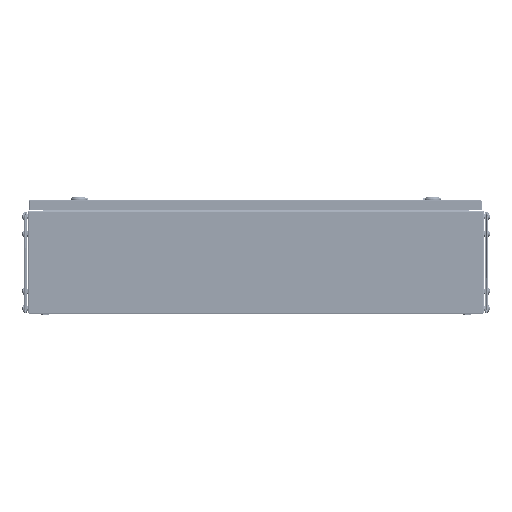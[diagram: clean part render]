
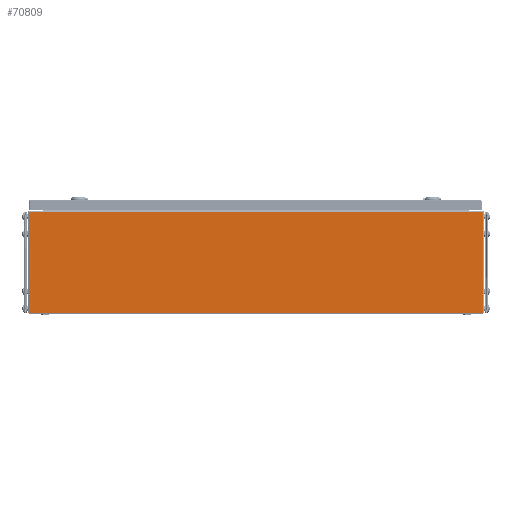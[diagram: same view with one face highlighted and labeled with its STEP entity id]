
A CAD part, left-side view. The second image highlights one B-rep face of the part: STEP entity #70809.
In plain terms, the highlighted planar face has unit normal (-1, 0, 0).
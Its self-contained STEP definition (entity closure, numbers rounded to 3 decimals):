
#1162 = VECTOR ( 'NONE', #72822, 1000. ) ;
#1357 = CARTESIAN_POINT ( 'NONE',  ( -200., -395.5, 1. ) ) ;
#4064 = FACE_OUTER_BOUND ( 'NONE', #81717, .T. ) ;
#10684 = AXIS2_PLACEMENT_3D ( 'NONE', #66983, #29459, #74468 ) ;
#11895 = VERTEX_POINT ( 'NONE', #39151 ) ;
#12414 = LINE ( 'NONE', #64037, #71840 ) ;
#12453 = EDGE_CURVE ( 'NONE', #44815, #25066, #35284, .T. ) ;
#18484 = VECTOR ( 'NONE', #31708, 1000. ) ;
#18822 = CARTESIAN_POINT ( 'NONE',  ( -200., -395.5, 177.5 ) ) ;
#25066 = VERTEX_POINT ( 'NONE', #38093 ) ;
#26092 = DIRECTION ( 'NONE',  ( 0., 0., 1. ) ) ;
#26096 = DIRECTION ( 'NONE',  ( 0., 1., 0. ) ) ;
#29459 = DIRECTION ( 'NONE',  ( 1., 0., 0. ) ) ;
#31708 = DIRECTION ( 'NONE',  ( 0., 1., 0. ) ) ;
#33180 = CARTESIAN_POINT ( 'NONE',  ( -200., -395.5, 0. ) ) ;
#35284 = LINE ( 'NONE', #47375, #1162 ) ;
#38093 = CARTESIAN_POINT ( 'NONE',  ( -200., 395.5, 1. ) ) ;
#39151 = CARTESIAN_POINT ( 'NONE',  ( -200., -395.5, 177.5 ) ) ;
#43810 = ORIENTED_EDGE ( 'NONE', *, *, #12453, .T. ) ;
#44815 = VERTEX_POINT ( 'NONE', #76900 ) ;
#47375 = CARTESIAN_POINT ( 'NONE',  ( -200., 395.5, 0. ) ) ;
#49822 = ORIENTED_EDGE ( 'NONE', *, *, #77193, .T. ) ;
#49905 = ORIENTED_EDGE ( 'NONE', *, *, #78981, .F. ) ;
#53563 = EDGE_CURVE ( 'NONE', #59229, #11895, #77802, .T. ) ;
#59229 = VERTEX_POINT ( 'NONE', #1357 ) ;
#62967 = LINE ( 'NONE', #18822, #18484 ) ;
#64037 = CARTESIAN_POINT ( 'NONE',  ( -200., 395.5, 1. ) ) ;
#66983 = CARTESIAN_POINT ( 'NONE',  ( -200., 0., 0. ) ) ;
#70809 = ADVANCED_FACE ( 'NONE', ( #4064 ), #80342, .F. ) ;
#71840 = VECTOR ( 'NONE', #26096, 1000. ) ;
#72822 = DIRECTION ( 'NONE',  ( 0., 0., -1. ) ) ;
#74316 = VECTOR ( 'NONE', #26092, 1000. ) ;
#74468 = DIRECTION ( 'NONE',  ( 0., 0., -1. ) ) ;
#76900 = CARTESIAN_POINT ( 'NONE',  ( -200., 395.5, 177.5 ) ) ;
#77193 = EDGE_CURVE ( 'NONE', #11895, #44815, #62967, .T. ) ;
#77802 = LINE ( 'NONE', #33180, #74316 ) ;
#78981 = EDGE_CURVE ( 'NONE', #59229, #25066, #12414, .T. ) ;
#79854 = ORIENTED_EDGE ( 'NONE', *, *, #53563, .T. ) ;
#80342 = PLANE ( 'NONE',  #10684 ) ;
#81717 = EDGE_LOOP ( 'NONE', ( #49822, #43810, #49905, #79854 ) ) ;
